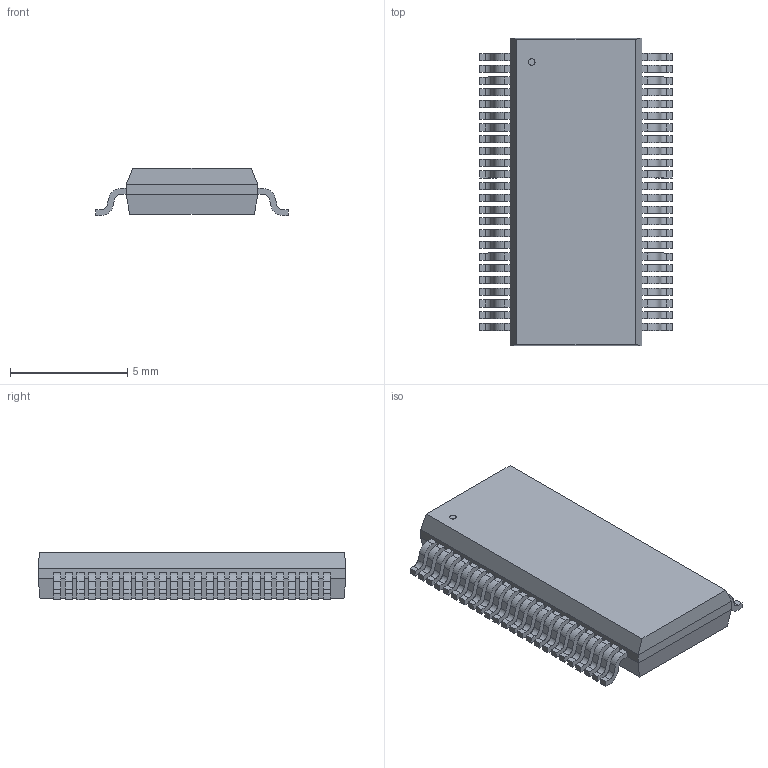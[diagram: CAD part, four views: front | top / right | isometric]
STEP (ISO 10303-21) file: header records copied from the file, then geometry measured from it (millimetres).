
FILE_DESCRIPTION(('STEP AP214'),'1');
FILE_NAME('SSOP-48_G-L','2019-10-22T22:02:24',(''),(''),'','','');
FILE_SCHEMA(('AUTOMOTIVE_DESIGN'));
Length unit declared in the file: millimetre
Products named in the file (1): product
Bounding box: 8.2 x 13.11 x 2.01 mm (x, y, z)
Volume: 0 mm3; surface area: 313.5 mm2
Topology: 1 solids, 687 shells, 689 faces, 3515 edges, 3514 vertices
Faces by surface type: plane 496, cylinder 193
Full cylindrical faces by diameter (mm): 0.281 x1
Entity records: 38662 total; most frequent: CARTESIAN_POINT 7719, VERTEX_POINT 7026, DIRECTION 5666, ORIENTED_EDGE 3516, EDGE_CURVE 3514, LINE 2744, VECTOR 2744, AXIS2_PLACEMENT_3D 1461
